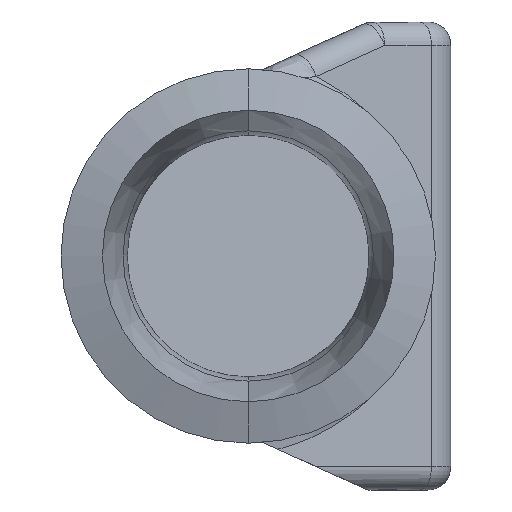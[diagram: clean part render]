
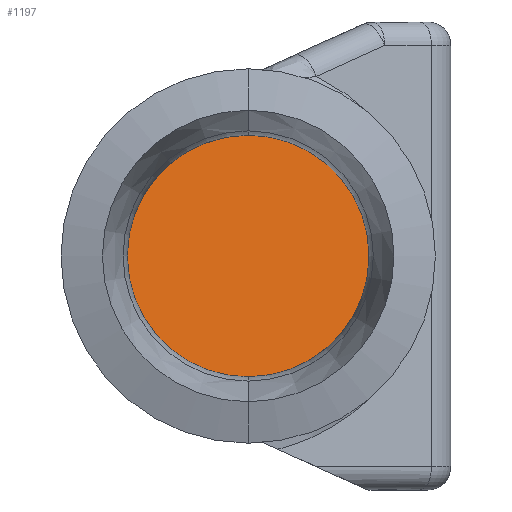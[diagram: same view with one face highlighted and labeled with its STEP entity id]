
A CAD part, left-side view. The second image highlights one B-rep face of the part: STEP entity #1197.
In plain terms, the highlighted planar face has unit normal (-0.866, -0.5, 0).
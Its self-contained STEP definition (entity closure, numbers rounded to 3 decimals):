
#48 = CARTESIAN_POINT ( 'NONE',  ( 98.742, 0., -7.75 ) ) ;
#66 = CARTESIAN_POINT ( 'NONE',  ( 98.742, 0., -7.75 ) ) ;
#116 = VERTEX_POINT ( 'NONE', #66 ) ;
#124 = EDGE_CURVE ( 'NONE', #698, #116, #1351, .T. ) ;
#148 = EDGE_LOOP ( 'NONE', ( #308, #1716 ) ) ;
#159 = DIRECTION ( 'NONE',  ( -0.866, -0.5, 0. ) ) ;
#288 = FACE_OUTER_BOUND ( 'NONE', #148, .T. ) ;
#308 = ORIENTED_EDGE ( 'NONE', *, *, #124, .T. ) ;
#368 =( BOUNDED_CURVE ( )  B_SPLINE_CURVE ( 3, ( #431, #1244, #878, #592 ),
 .UNSPECIFIED., .F., .F. ) 
 B_SPLINE_CURVE_WITH_KNOTS ( ( 4, 4 ),
 ( 1.571, 4.712 ),
 .UNSPECIFIED. ) 
 CURVE ( )  GEOMETRIC_REPRESENTATION_ITEM ( )  RATIONAL_B_SPLINE_CURVE ( ( 1., 0.333, 0.333, 1. ) ) 
 REPRESENTATION_ITEM ( '' )  );
#431 = CARTESIAN_POINT ( 'NONE',  ( 98.742, 0., -7.75 ) ) ;
#592 = CARTESIAN_POINT ( 'NONE',  ( 98.742, 0., 7.75 ) ) ;
#698 = VERTEX_POINT ( 'NONE', #734 ) ;
#734 = CARTESIAN_POINT ( 'NONE',  ( 98.742, 0., 7.75 ) ) ;
#852 = AXIS2_PLACEMENT_3D ( 'NONE', #1205, #159, #962 ) ;
#878 = CARTESIAN_POINT ( 'NONE',  ( 107.691, -15.5, 7.75 ) ) ;
#962 = DIRECTION ( 'NONE',  ( 0.5, -0.866, 0. ) ) ;
#1134 = CARTESIAN_POINT ( 'NONE',  ( 98.742, 0., 7.75 ) ) ;
#1197 = ADVANCED_FACE ( 'NONE', ( #288 ), #1466, .T. ) ;
#1205 = CARTESIAN_POINT ( 'NONE',  ( 105.814, -12.25, -43.523 ) ) ;
#1244 = CARTESIAN_POINT ( 'NONE',  ( 107.691, -15.5, -7.75 ) ) ;
#1351 =( BOUNDED_CURVE ( )  B_SPLINE_CURVE ( 3, ( #1134, #1525, #1498, #48 ),
 .UNSPECIFIED., .F., .T. ) 
 B_SPLINE_CURVE_WITH_KNOTS ( ( 4, 4 ),
 ( 4.712, 7.854 ),
 .UNSPECIFIED. ) 
 CURVE ( )  GEOMETRIC_REPRESENTATION_ITEM ( )  RATIONAL_B_SPLINE_CURVE ( ( 1., 0.333, 0.333, 1. ) ) 
 REPRESENTATION_ITEM ( '' )  );
#1419 = EDGE_CURVE ( 'NONE', #116, #698, #368, .T. ) ;
#1466 = PLANE ( 'NONE',  #852 ) ;
#1498 = CARTESIAN_POINT ( 'NONE',  ( 89.793, 15.5, -7.75 ) ) ;
#1525 = CARTESIAN_POINT ( 'NONE',  ( 89.793, 15.5, 7.75 ) ) ;
#1716 = ORIENTED_EDGE ( 'NONE', *, *, #1419, .T. ) ;
